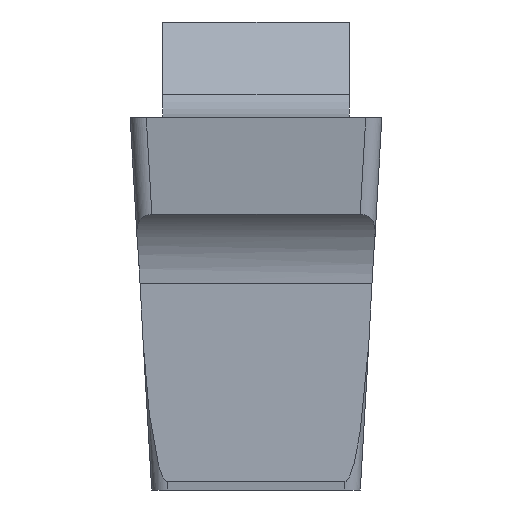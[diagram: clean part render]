
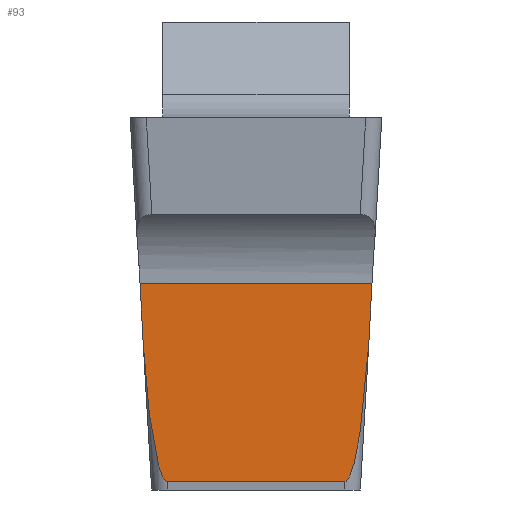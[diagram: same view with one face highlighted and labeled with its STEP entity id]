
A CAD part, front view. The second image highlights one B-rep face of the part: STEP entity #93.
In plain terms, the highlighted planar face has unit normal (0, -1, 0).
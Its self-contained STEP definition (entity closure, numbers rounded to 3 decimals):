
#93=ADVANCED_FACE('',(#153),#117,.T.);
#117=PLANE('',#844);
#153=FACE_OUTER_BOUND('',#191,.T.);
#191=EDGE_LOOP('',(#403,#404,#405,#406,#407,#408));
#203=ELLIPSE('',#810,1.644,0.2);
#205=ELLIPSE('',#813,1.644,0.2);
#403=ORIENTED_EDGE('',*,*,#528,.T.);
#404=ORIENTED_EDGE('',*,*,#539,.F.);
#405=ORIENTED_EDGE('',*,*,#535,.T.);
#406=ORIENTED_EDGE('',*,*,#541,.F.);
#407=ORIENTED_EDGE('',*,*,#521,.T.);
#408=ORIENTED_EDGE('',*,*,#605,.T.);
#445=VERTEX_POINT('',#1107);
#446=VERTEX_POINT('',#1108);
#452=VERTEX_POINT('',#1122);
#453=VERTEX_POINT('',#1123);
#459=VERTEX_POINT('',#1140);
#460=VERTEX_POINT('',#1141);
#521=EDGE_CURVE('',#445,#446,#622,.T.);
#528=EDGE_CURVE('',#452,#453,#628,.T.);
#535=EDGE_CURVE('',#459,#460,#633,.T.);
#539=EDGE_CURVE('',#459,#453,#203,.T.);
#541=EDGE_CURVE('',#445,#460,#205,.T.);
#605=EDGE_CURVE('',#446,#452,#677,.T.);
#622=LINE('',#1106,#694);
#628=LINE('',#1121,#700);
#633=LINE('',#1139,#705);
#677=LINE('',#1422,#749);
#694=VECTOR('',#891,1.);
#700=VECTOR('',#901,1.);
#705=VECTOR('',#910,1.);
#749=VECTOR('',#1024,1.);
#810=AXIS2_PLACEMENT_3D('',#1148,#916,#917);
#813=AXIS2_PLACEMENT_3D('',#1151,#922,#923);
#844=AXIS2_PLACEMENT_3D('',#1423,#1025,#1026);
#891=DIRECTION('',(0.052,0.,0.999));
#901=DIRECTION('',(0.052,0.,-0.999));
#910=DIRECTION('',(1.,0.,0.));
#916=DIRECTION('',(0.,1.,0.));
#917=DIRECTION('',(0.058,0.,-0.998));
#922=DIRECTION('',(0.,1.,0.));
#923=DIRECTION('',(-0.058,0.,-0.998));
#1024=DIRECTION('',(-1.,0.,0.));
#1025=DIRECTION('',(0.,-1.,0.));
#1026=DIRECTION('',(0.,0.,-1.));
#1106=CARTESIAN_POINT('',(1.415,0.25,-2.29));
#1107=CARTESIAN_POINT('',(1.389,0.25,-2.778));
#1108=CARTESIAN_POINT('',(1.428,0.25,-2.04));
#1121=CARTESIAN_POINT('',(-1.415,0.25,-2.29));
#1122=CARTESIAN_POINT('',(-1.428,0.25,-2.04));
#1123=CARTESIAN_POINT('',(-1.389,0.25,-2.778));
#1139=CARTESIAN_POINT('',(1.426,0.25,-4.479));
#1140=CARTESIAN_POINT('',(-1.092,0.25,-4.479));
#1141=CARTESIAN_POINT('',(1.092,0.25,-4.479));
#1148=CARTESIAN_POINT('',(-1.186,0.25,-2.838));
#1151=CARTESIAN_POINT('',(1.186,0.25,-2.838));
#1422=CARTESIAN_POINT('',(10.,0.25,-2.04));
#1423=CARTESIAN_POINT('',(10.,0.25,-12.04));
